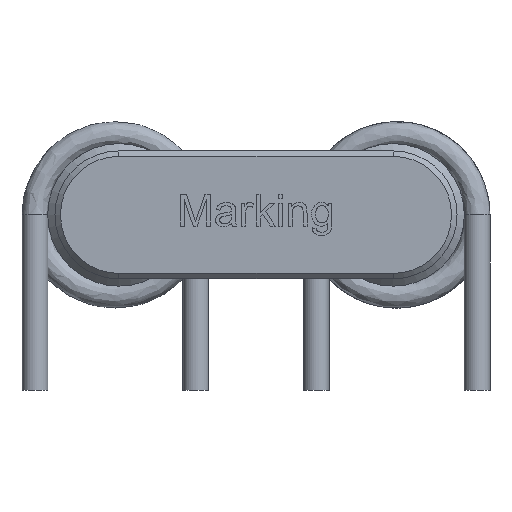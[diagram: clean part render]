
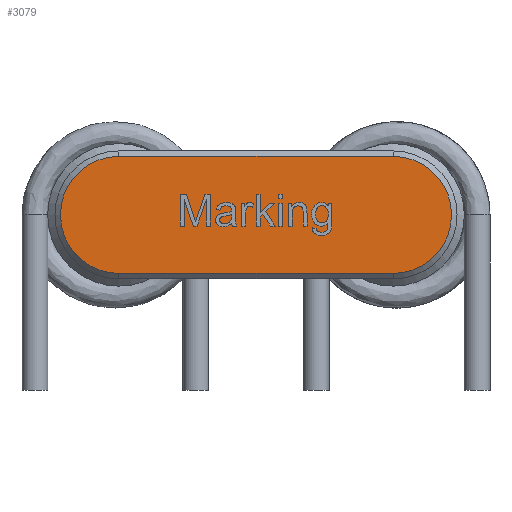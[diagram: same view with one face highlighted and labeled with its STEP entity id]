
A CAD part, left-side view. The second image highlights one B-rep face of the part: STEP entity #3079.
In plain terms, the highlighted face is planar.
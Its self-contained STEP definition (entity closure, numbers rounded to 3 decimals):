
#226=LINE('',#9113,#365);
#227=LINE('',#9118,#366);
#365=VECTOR('',#4192,1000.);
#366=VECTOR('',#4195,1000.);
#658=PLANE('',#3562);
#1379=ORIENTED_EDGE('',*,*,#1944,.T.);
#1380=ORIENTED_EDGE('',*,*,#1945,.T.);
#1381=ORIENTED_EDGE('',*,*,#1946,.T.);
#1382=ORIENTED_EDGE('',*,*,#1947,.T.);
#1944=EDGE_CURVE('',#2278,#2279,#226,.T.);
#1945=EDGE_CURVE('',#2279,#2280,#2390,.T.);
#1946=EDGE_CURVE('',#2280,#2281,#227,.T.);
#1947=EDGE_CURVE('',#2281,#2278,#2391,.T.);
#2278=VERTEX_POINT('',#9114);
#2279=VERTEX_POINT('',#9115);
#2280=VERTEX_POINT('',#9117);
#2281=VERTEX_POINT('',#9119);
#2390=CIRCLE('',#3563,3.2);
#2391=CIRCLE('',#3564,3.2);
#2610=EDGE_LOOP('',(#1379,#1380,#1381,#1382));
#2841=FACE_BOUND('',#2610,.T.);
#3079=ADVANCED_FACE('',(#2841),#658,.T.);
#3562=AXIS2_PLACEMENT_3D('',#9112,#4190,#4191);
#3563=AXIS2_PLACEMENT_3D('',#9116,#4193,#4194);
#3564=AXIS2_PLACEMENT_3D('',#9120,#4196,#4197);
#4190=DIRECTION('',(0.,-1.,0.));
#4191=DIRECTION('',(0.,0.,-1.));
#4192=DIRECTION('',(1.,0.,0.));
#4193=DIRECTION('',(0.,-1.,0.));
#4194=DIRECTION('',(0.,0.,-1.));
#4195=DIRECTION('',(-1.,0.,0.));
#4196=DIRECTION('',(0.,-1.,0.));
#4197=DIRECTION('',(0.,0.,-1.));
#9112=CARTESIAN_POINT('',(7.5,-12.,0.));
#9113=CARTESIAN_POINT('',(7.5,-12.,-3.2));
#9114=CARTESIAN_POINT('',(-7.5,-12.,-3.2));
#9115=CARTESIAN_POINT('',(7.5,-12.,-3.2));
#9116=CARTESIAN_POINT('',(7.5,-12.,0.));
#9117=CARTESIAN_POINT('',(7.5,-12.,3.2));
#9118=CARTESIAN_POINT('',(-7.5,-12.,3.2));
#9119=CARTESIAN_POINT('',(-7.5,-12.,3.2));
#9120=CARTESIAN_POINT('',(-7.5,-12.,0.));
